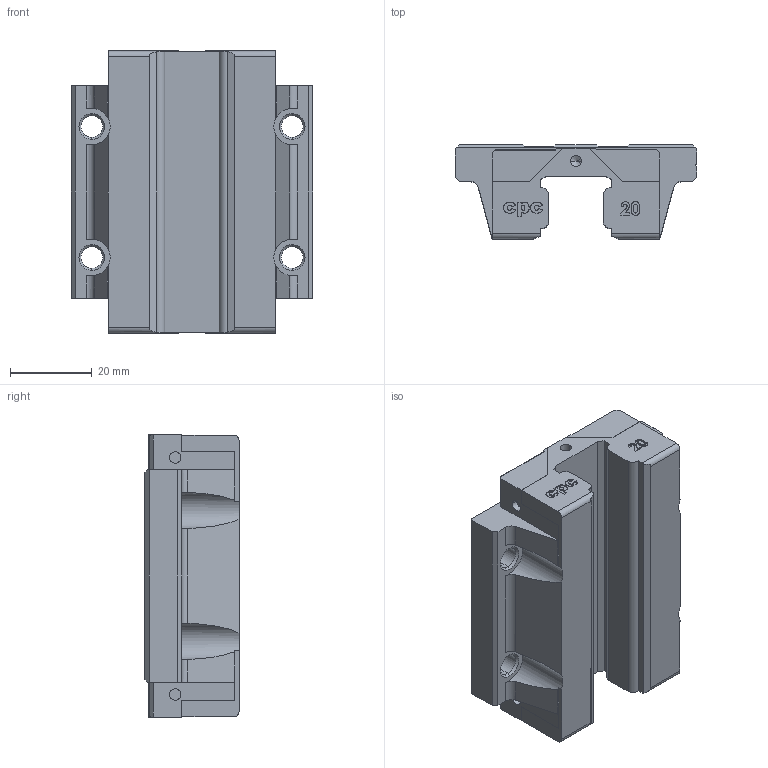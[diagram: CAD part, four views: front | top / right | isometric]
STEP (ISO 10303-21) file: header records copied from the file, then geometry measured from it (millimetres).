
FILE_DESCRIPTION (( 'STEP AP214' ), '1' );
FILE_NAME ('ARC20_FN-block.STEP', '2013-03-11T11:08:52', ( 'CPC' ), ( '' ), 'SwSTEP 2.0', 'SolidWorks 2010', '' );
FILE_SCHEMA (( 'AUTOMOTIVE_DESIGN' ));
Length unit declared in the file: millimetre
Products named in the file (1): ARC20_FN-block
Bounding box: 59 x 23 x 69 mm (x, y, z)
Volume: 57293.2 mm3; surface area: 15189.1 mm2
Topology: 1 solids, 1 shells, 326 faces, 884 edges, 580 vertices
Faces by surface type: plane 159, bspline 90, cylinder 49, cone 28
Entity records: 18307 total; most frequent: CARTESIAN_POINT 10272, ORIENTED_EDGE 1760, DIRECTION 1284, EDGE_CURVE 880, VERTEX_POINT 580, LINE 538, VECTOR 538, AXIS2_PLACEMENT_3D 373
